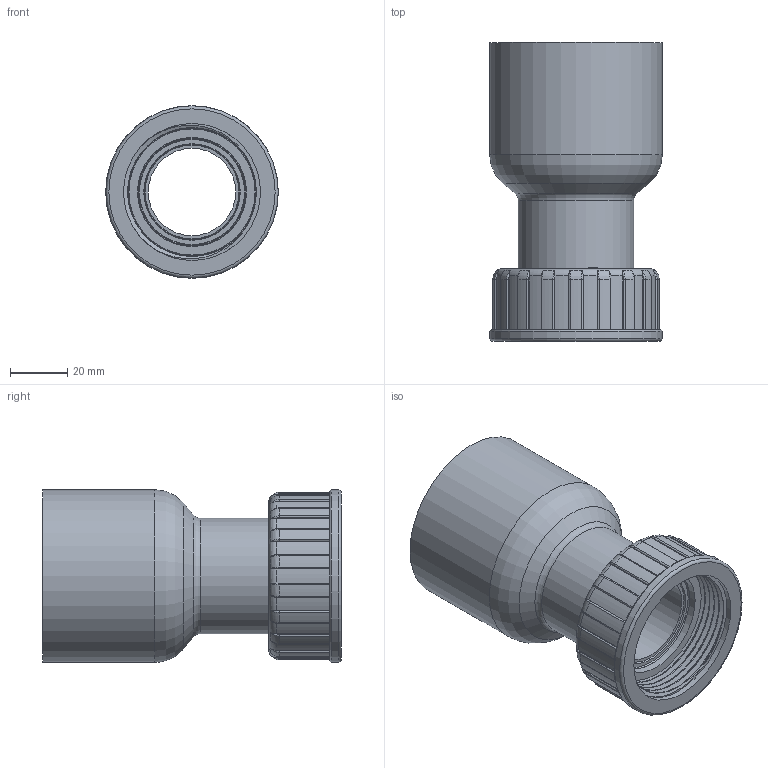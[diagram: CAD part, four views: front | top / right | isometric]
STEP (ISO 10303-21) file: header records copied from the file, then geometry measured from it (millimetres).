
FILE_DESCRIPTION(/* description */ (''),/* implementation_level */ '2;1');
FILE_NAME(/* name */ '加长内套50X1.5.stp',/* time_stamp */ '2025-12-08T14:01:07+08:00',/* author */ (''),/* organization */ (''),/* preprocessor_version */ 'ST-DEVELOPER v16.7',/* originating_system */ 'SIEMENS PLM Software NX 12.0',/* authorisation */ '');
FILE_SCHEMA (('AUTOMOTIVE_DESIGN { 1 0 10303 214 3 1 1 1 }'));
Length unit declared in the file: millimetre
Products named in the file (1): Admi2EE4D092xc60
Bounding box: 60.2 x 104.2 x 60.2 mm (x, y, z)
Volume: 68782.4 mm3; surface area: 43645.7 mm2
Topology: 2 solids, 3 shells, 460 faces, 1214 edges, 792 vertices
Faces by surface type: plane 177, extrusion 112, cylinder 96, bspline 41, torus 25, cone 9
Full cylindrical faces by diameter (mm): 1.962 x1, 2.616 x1, 30.5 x1, 38 x1, 40.3 x1, 41.1 x1, 44 x1, 44.6 x1, 47.803 x7, 60 x1, 60.2 x1
Entity records: 19564 total; most frequent: CARTESIAN_POINT 9171, ORIENTED_EDGE 2324, DIRECTION 1706, EDGE_CURVE 1162, VERTEX_POINT 775, VECTOR 672, LINE 560, EDGE_LOOP 519
